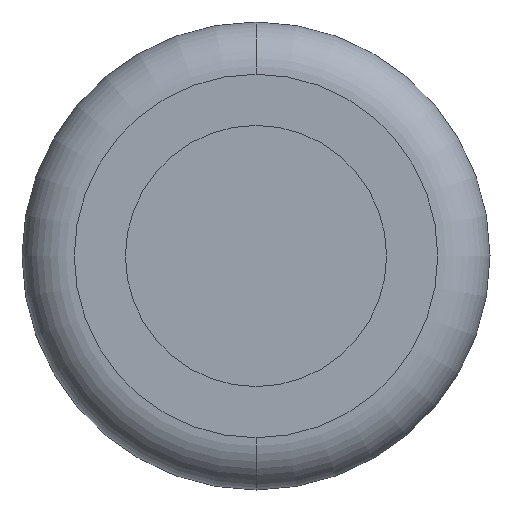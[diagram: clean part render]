
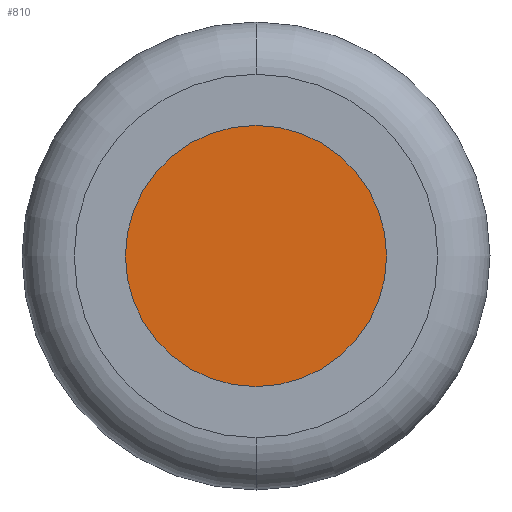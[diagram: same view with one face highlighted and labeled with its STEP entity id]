
A CAD part, front view. The second image highlights one B-rep face of the part: STEP entity #810.
In plain terms, the highlighted planar face has unit normal (0, -1, 0).
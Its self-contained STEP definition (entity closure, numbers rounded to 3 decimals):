
#6 = DIRECTION ( 'NONE',  ( 0., -1., 0. ) ) ;
#11 = FACE_OUTER_BOUND ( 'NONE', #433, .T. ) ;
#83 = DIRECTION ( 'NONE',  ( 0., 0., -1. ) ) ;
#110 = CARTESIAN_POINT ( 'NONE',  ( 0., 20., -25. ) ) ;
#114 = CIRCLE ( 'NONE', #566, 25. ) ;
#120 = VERTEX_POINT ( 'NONE', #110 ) ;
#156 = CARTESIAN_POINT ( 'NONE',  ( 0., 20., 25. ) ) ;
#157 = DIRECTION ( 'NONE',  ( 0., 0., -1. ) ) ;
#176 = EDGE_CURVE ( 'NONE', #288, #120, #335, .T. ) ;
#197 = ORIENTED_EDGE ( 'NONE', *, *, #438, .T. ) ;
#252 = DIRECTION ( 'NONE',  ( 0., -1., 0. ) ) ;
#288 = VERTEX_POINT ( 'NONE', #156 ) ;
#313 = PLANE ( 'NONE',  #568 ) ;
#335 = CIRCLE ( 'NONE', #482, 25. ) ;
#367 = CARTESIAN_POINT ( 'NONE',  ( 0., 20., 0. ) ) ;
#433 = EDGE_LOOP ( 'NONE', ( #197, #626 ) ) ;
#438 = EDGE_CURVE ( 'NONE', #120, #288, #114, .T. ) ;
#457 = DIRECTION ( 'NONE',  ( 0., -1., 0. ) ) ;
#482 = AXIS2_PLACEMENT_3D ( 'NONE', #367, #252, #558 ) ;
#558 = DIRECTION ( 'NONE',  ( 0., 0., -1. ) ) ;
#566 = AXIS2_PLACEMENT_3D ( 'NONE', #594, #457, #83 ) ;
#568 = AXIS2_PLACEMENT_3D ( 'NONE', #705, #6, #157 ) ;
#594 = CARTESIAN_POINT ( 'NONE',  ( 0., 20., 0. ) ) ;
#626 = ORIENTED_EDGE ( 'NONE', *, *, #176, .T. ) ;
#705 = CARTESIAN_POINT ( 'NONE',  ( 0., 20., 0. ) ) ;
#810 = ADVANCED_FACE ( 'NONE', ( #11 ), #313, .T. ) ;
